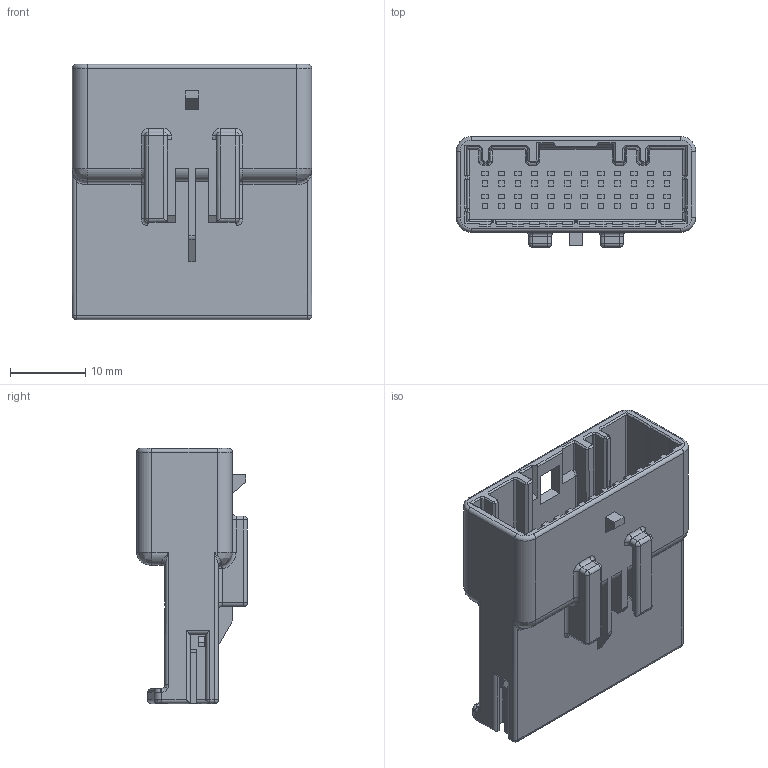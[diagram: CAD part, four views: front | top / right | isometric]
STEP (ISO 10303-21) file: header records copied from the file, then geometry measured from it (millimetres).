
FILE_DESCRIPTION((''),'2;1');
FILE_NAME('C-1379681-1','2014-12-25T',('workeradm'),('Tyco Electronics Ltd.'),'PRO/ENGINEER BY PARAMETRIC TECHNOLOGY CORPORATION, 2014090','PRO/ENGINEER BY PARAMETRIC TECHNOLOGY CORPORATION, 2014090','');
FILE_SCHEMA(('AUTOMOTIVE_DESIGN { 1 0 10303 214 1 1 1 1 }'));
Products named in the file (1): C-1379681-1
Bounding box: 31.8 x 14.7 x 33.9 mm (x, y, z)
Volume: 6482.5 mm3; surface area: 5775.2 mm2
Topology: 1 solids, 1 shells, 1434 faces, 3614 edges, 2252 vertices
Faces by surface type: plane 1226, cylinder 141, sphere 22, torus 21, bspline 20, cone 4
Entity records: 57418 total; most frequent: CARTESIAN_POINT 12372, ORIENTED_EDGE 7228, DIRECTION 6547, PRESENTATION_STYLE_ASSIGNMENT 3615, STYLED_ITEM 3615, CURVE_STYLE 3614, EDGE_CURVE 3614, VECTOR 3249
